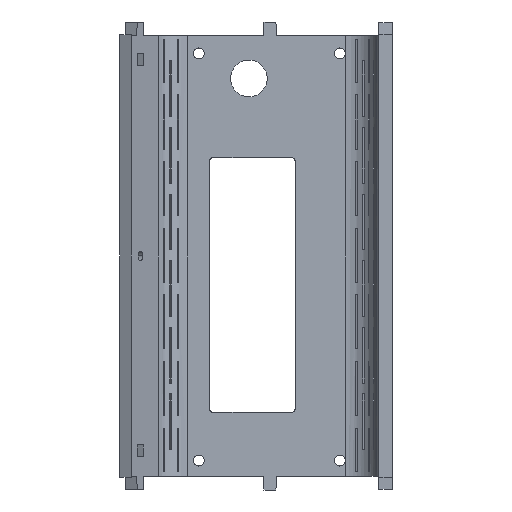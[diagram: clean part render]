
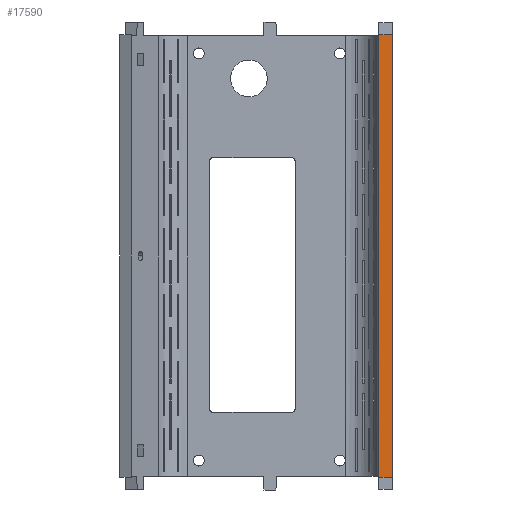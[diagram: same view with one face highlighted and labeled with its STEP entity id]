
A CAD part, front view. The second image highlights one B-rep face of the part: STEP entity #17590.
In plain terms, the highlighted planar face has unit normal (0, -1, 0).
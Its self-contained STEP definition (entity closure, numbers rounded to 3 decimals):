
#62 = CARTESIAN_POINT ( 'NONE',  ( 39.035, -32.575, -119.64 ) ) ;
#359 = DIRECTION ( 'NONE',  ( 0., 0., -1. ) ) ;
#439 = CARTESIAN_POINT ( 'NONE',  ( 43.035, -32.575, -119.64 ) ) ;
#520 = EDGE_CURVE ( 'NONE', #4500, #15065, #3889, .T. ) ;
#1967 = CARTESIAN_POINT ( 'NONE',  ( 43.035, -32.575, 13.06 ) ) ;
#2426 = FACE_OUTER_BOUND ( 'NONE', #14283, .T. ) ;
#2998 = CARTESIAN_POINT ( 'NONE',  ( 43.035, -32.575, 0. ) ) ;
#3645 = VECTOR ( 'NONE', #17708, 1000. ) ;
#3889 = LINE ( 'NONE', #18611, #3645 ) ;
#4500 = VERTEX_POINT ( 'NONE', #11494 ) ;
#4713 = DIRECTION ( 'NONE',  ( 0., 0., -1. ) ) ;
#5111 = DIRECTION ( 'NONE',  ( 0., 0., -1. ) ) ;
#5556 = VECTOR ( 'NONE', #5111, 1000. ) ;
#6058 = CARTESIAN_POINT ( 'NONE',  ( 43.035, -32.575, -119.64 ) ) ;
#8156 = VERTEX_POINT ( 'NONE', #62 ) ;
#8535 = LINE ( 'NONE', #6058, #21384 ) ;
#8858 = CARTESIAN_POINT ( 'NONE',  ( 43.035, -32.575, 0. ) ) ;
#9261 = VERTEX_POINT ( 'NONE', #439 ) ;
#9471 = ORIENTED_EDGE ( 'NONE', *, *, #520, .F. ) ;
#9853 = ORIENTED_EDGE ( 'NONE', *, *, #19028, .T. ) ;
#10051 = ORIENTED_EDGE ( 'NONE', *, *, #14187, .T. ) ;
#10443 = ORIENTED_EDGE ( 'NONE', *, *, #16867, .F. ) ;
#10576 = DIRECTION ( 'NONE',  ( 0., -1., 0. ) ) ;
#11494 = CARTESIAN_POINT ( 'NONE',  ( 39.035, -32.575, 13.06 ) ) ;
#11871 = CARTESIAN_POINT ( 'NONE',  ( 39.035, -32.575, 0. ) ) ;
#14005 = VECTOR ( 'NONE', #4713, 1000. ) ;
#14187 = EDGE_CURVE ( 'NONE', #8156, #9261, #8535, .T. ) ;
#14283 = EDGE_LOOP ( 'NONE', ( #9471, #9853, #10051, #10443 ) ) ;
#15065 = VERTEX_POINT ( 'NONE', #1967 ) ;
#15326 = AXIS2_PLACEMENT_3D ( 'NONE', #8858, #10576, #359 ) ;
#16867 = EDGE_CURVE ( 'NONE', #15065, #9261, #18928, .T. ) ;
#17590 = ADVANCED_FACE ( 'NONE', ( #2426 ), #18732, .T. ) ;
#17708 = DIRECTION ( 'NONE',  ( 1., 0., 0. ) ) ;
#18611 = CARTESIAN_POINT ( 'NONE',  ( 43.035, -32.575, 13.06 ) ) ;
#18732 = PLANE ( 'NONE',  #15326 ) ;
#18928 = LINE ( 'NONE', #2998, #14005 ) ;
#19028 = EDGE_CURVE ( 'NONE', #4500, #8156, #19501, .T. ) ;
#19501 = LINE ( 'NONE', #11871, #5556 ) ;
#21169 = DIRECTION ( 'NONE',  ( 1., 0., 0. ) ) ;
#21384 = VECTOR ( 'NONE', #21169, 1000. ) ;
